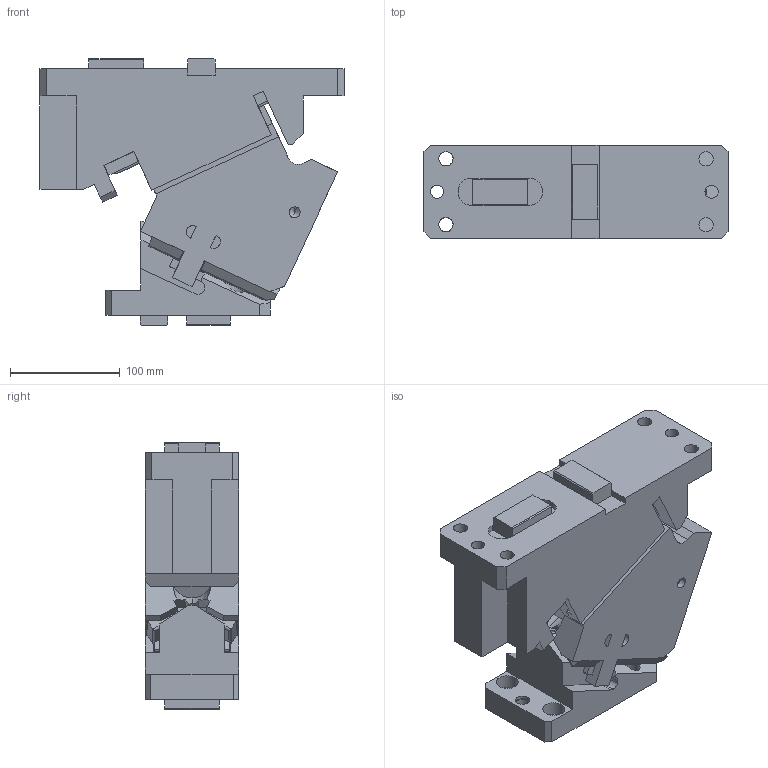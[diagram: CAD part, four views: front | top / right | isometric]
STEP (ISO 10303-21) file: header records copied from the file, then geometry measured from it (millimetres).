
FILE_DESCRIPTION(('CATIA V5 STEP Exchange'),'2;1');
FILE_NAME('CACV_85_25.stp','2015-04-24T14:09:40+00:00',('none'),('none'),'CATIA Version 5 Release 19 SP 2 (IN-10)','CATIA V5 STEP AP203','none');
FILE_SCHEMA(('CONFIG_CONTROL_DESIGN'));
Length unit declared in the file: millimetre
Products named in the file (1): CACV_85_25
Bounding box: 277 x 85 x 243 mm (x, y, z)
Volume: 3399725.1 mm3; surface area: 307304.9 mm2
Topology: 3 solids, 3 shells, 379 faces, 1064 edges, 693 vertices
Faces by surface type: plane 269, cylinder 102, cone 8
Entity records: 12822 total; most frequent: CARTESIAN_POINT 3315, ORIENTED_EDGE 2116, DIRECTION 1652, EDGE_CURVE 1058, VECTOR 832, LINE 832, VERTEX_POINT 693, AXIS2_PLACEMENT_3D 481
